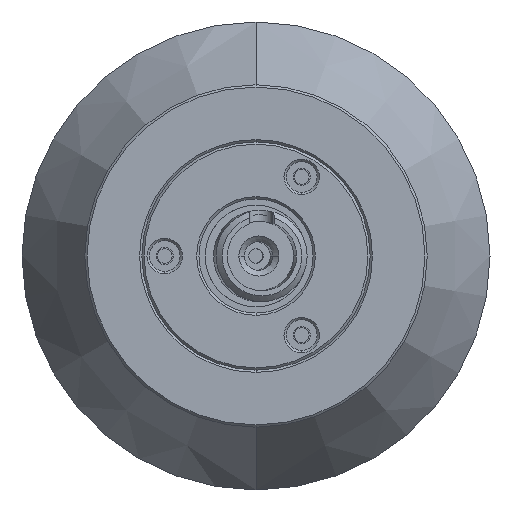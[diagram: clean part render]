
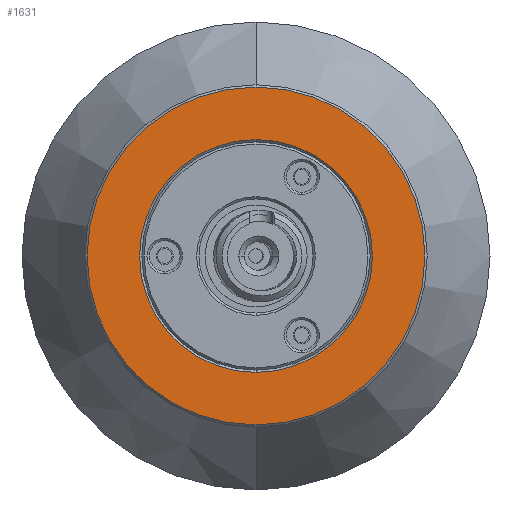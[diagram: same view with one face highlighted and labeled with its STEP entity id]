
A CAD part, left-side view. The second image highlights one B-rep face of the part: STEP entity #1631.
In plain terms, the highlighted planar face has unit normal (-1, 0, 0).
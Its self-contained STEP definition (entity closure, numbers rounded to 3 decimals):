
#187=CARTESIAN_POINT('',(-172.266,20.5,-20.5));
#188=DIRECTION('',(1.,0.,0.));
#189=DIRECTION('',(0.,0.,1.));
#190=AXIS2_PLACEMENT_3D('',#187,#188,#189);
#210=CARTESIAN_POINT('',(-172.266,20.5,-20.5));
#211=DIRECTION('',(-1.,0.,0.));
#212=DIRECTION('',(0.,0.,1.));
#213=AXIS2_PLACEMENT_3D('',#210,#211,#212);
#215=CARTESIAN_POINT('',(-172.266,20.5,-20.5));
#216=DIRECTION('',(1.,0.,0.));
#217=DIRECTION('',(0.,0.,-1.));
#218=AXIS2_PLACEMENT_3D('',#215,#216,#217);
#229=CARTESIAN_POINT('',(-172.266,20.5,-20.5));
#230=DIRECTION('',(-1.,0.,0.));
#231=DIRECTION('',(0.,0.,-1.));
#232=AXIS2_PLACEMENT_3D('',#229,#230,#231);
#1322=CARTESIAN_POINT('',(-172.266,20.5,
-5.7));
#1323=VERTEX_POINT('',#1322);
#1324=CARTESIAN_POINT('',(-172.266,20.5,
-35.3));
#1325=VERTEX_POINT('',#1324);
#1326=CARTESIAN_POINT('',(-172.266,20.5,
-30.7));
#1327=CARTESIAN_POINT('',(-172.266,20.5,
-10.3));
#1328=VERTEX_POINT('',#1326);
#1329=VERTEX_POINT('',#1327);
#1616=CARTESIAN_POINT('',(-172.266,35.5,
-20.5));
#1617=DIRECTION('',(1.,0.,0.));
#1618=DIRECTION('',(0.,0.,-1.));
#1619=AXIS2_PLACEMENT_3D('',#1616,#1617,#1618);
#1620=PLANE('',#1619);
#1622=ORIENTED_EDGE('',*,*,#1621,.F.);
#1624=ORIENTED_EDGE('',*,*,#1623,.F.);
#1625=EDGE_LOOP('',(#1622,#1624));
#1626=FACE_OUTER_BOUND('',#1625,.F.);
#1627=ORIENTED_EDGE('',*,*,#1583,.F.);
#1628=ORIENTED_EDGE('',*,*,#1598,.F.);
#1629=EDGE_LOOP('',(#1627,#1628));
#1630=FACE_BOUND('',#1629,.F.);
#1631=ADVANCED_FACE('',(#1626,#1630),#1620,.F.);
#191=CIRCLE('',#190,10.2);
#214=CIRCLE('',#213,14.8);
#219=CIRCLE('',#218,10.2);
#233=CIRCLE('',#232,14.8);
#1583=EDGE_CURVE('',#1328,#1329,#219,.T.);
#1598=EDGE_CURVE('',#1329,#1328,#191,.T.);
#1621=EDGE_CURVE('',#1323,#1325,#214,.T.);
#1623=EDGE_CURVE('',#1325,#1323,#233,.T.);
